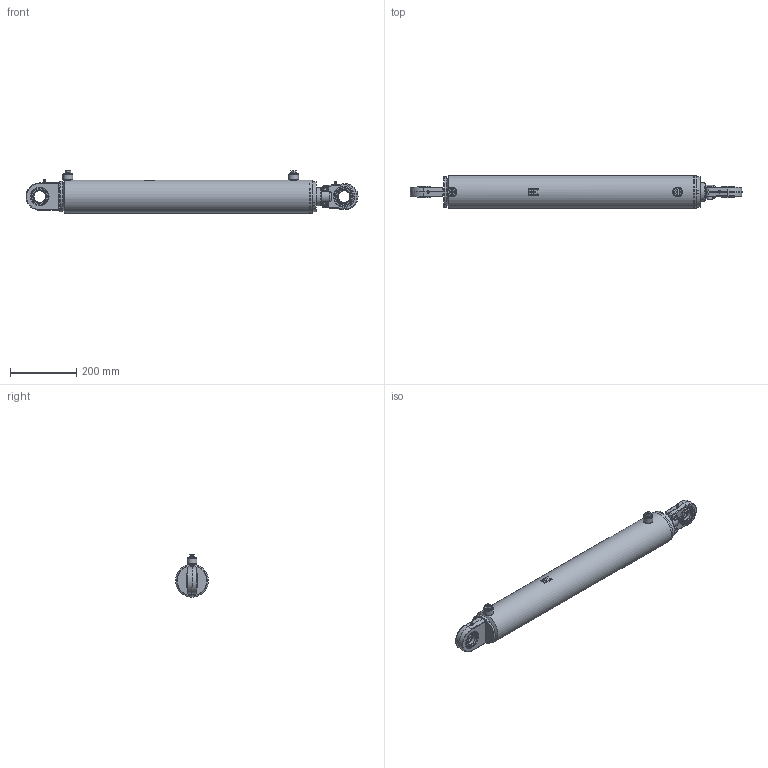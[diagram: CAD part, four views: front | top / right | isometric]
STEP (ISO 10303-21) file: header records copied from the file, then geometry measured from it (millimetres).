
FILE_DESCRIPTION (( 'STEP AP214' ), '1' );
FILE_NAME ('CFGCY0078814-Cylinder.step', '2026-03-09T14:25:38', ( 'Kramp IT' ), ( 'Kramp' ), 'SwSTEP 2.0', 'SolidWorks 2025', '' );
FILE_SCHEMA (( 'AUTOMOTIVE_DESIGN' ));
Length unit declared in the file: millimetre
Products named in the file (21): GF35HO2RS-EC; DC3908001; Rod_Simplified; MATE-AID; GIHRK35; DS3908013055VM_Simplified; DS3908004_Simplified; Rod-WA_Simplified; GIHRK35HO2RS; DS3908013055_Simplified; DS3908004VM_Simplified; GF935; Tube-WA_Simplified; GE35HO2RS; CFGCY0078814-Cylinder; DS2909015; SP08M; LSN08E; Tube_Simplified; Tube-MA_Simplified
Assembly tree (22 placements, depth 4):
  MATE-AID
  CFGCY0078814-Cylinder
    Tube-WA_Simplified
      Tube-MA_Simplified
        Tube_Simplified
        LSN08E
      LSN08E
      DC3908001
        DC3908001
      GF35HO2RS-EC
        GF935
        GE35HO2RS
    Rod-WA_Simplified
      Rod_Simplified
      GIHRK35HO2RS
        GIHRK35
        GE35HO2RS
    DS3908013055VM_Simplified
      DS3908013055_Simplified
    DS3908004VM_Simplified
      DS3908004_Simplified
    DS2909015
    SP08M  x2
Bounding box: 1005.49 x 100 x 128 mm (x, y, z)
Volume: 4798123.2 mm3; surface area: 772873.7 mm2
Topology: 20 solids, 28 shells, 594 faces, 1431 edges, 921 vertices
Faces by surface type: plane 250, cylinder 186, bspline 81, cone 68, torus 9
Full cylindrical faces by diameter (mm): 2.5 x16, 3 x2, 4.917 x2, 5.072 x2, 6 x2, 6.5 x2, 7 x2, 8.376 x2, 10 x4, 11 x2, 16 x2, 18.631 x2, 20.95 x2, 22 x1, 26.16 x1, 27.2 x2, 28.5 x1, 30 x2, 35 x4, 35.6 x4, 38 x2, 40.41 x4, 48 x4, 49 x1, 54.23 x2, 55 x12, 56.5 x4, 64.5 x1, 75 x2, 78.2 x2
Entity records: 27623 total; most frequent: CARTESIAN_POINT 12761, DIRECTION 1937, ORIENTED_EDGE 1824, EDGE_CURVE 926, AXIS2_PLACEMENT_3D 780, EDGE_LOOP 726, VERTEX_POINT 666, FACE_OUTER_BOUND 592
